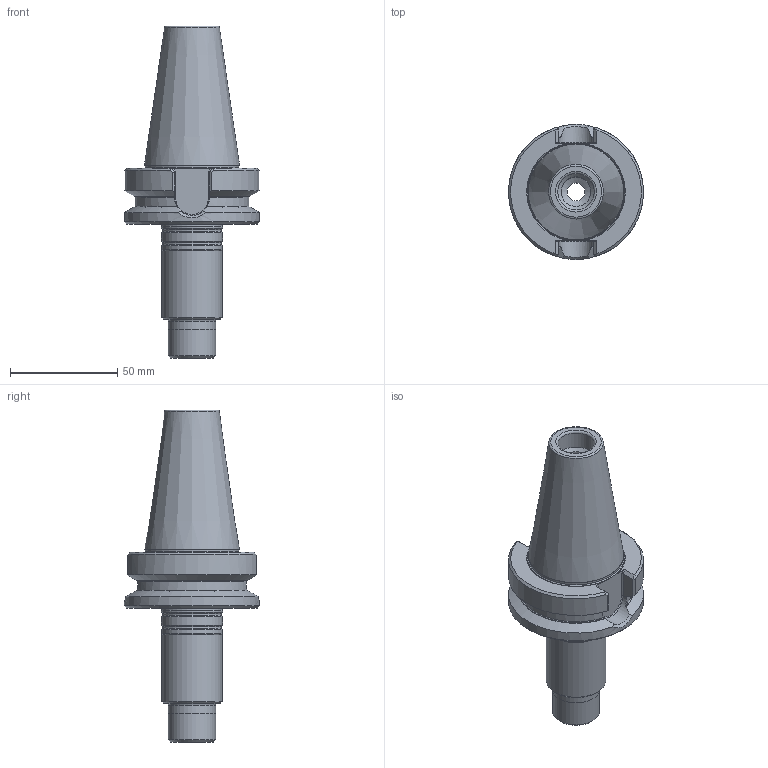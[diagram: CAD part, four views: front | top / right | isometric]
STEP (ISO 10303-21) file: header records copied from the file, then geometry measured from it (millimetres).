
FILE_DESCRIPTION(/* description */ (''),/* implementation_level */ '2;1');
FILE_NAME(/* name */ '414011656.stp',/* time_stamp */ '2021-01-08T12:37:32',/* author */ ('LRA'),/* organization */ ('REGO-FIX'),/* preprocessor_version */ ' Unknown',/* originating_system */ 'SIEMENS PLM Software Solid Edge ST10',/* authorization */ 'Unknown');
FILE_SCHEMA (('AUTOMOTIVE_DESIGN { 1 0 10303 214 2 1 1}'));
Length unit declared in the file: millimetre
Products named in the file (1): NOCUT
Bounding box: 63 x 63 x 154.9 mm (x, y, z)
Volume: 149989.3 mm3; surface area: 29383.8 mm2
Topology: 1 solids, 1 shells, 97 faces, 239 edges, 147 vertices
Faces by surface type: cylinder 27, plane 25, cone 25, torus 14, bspline 6
Full cylindrical faces by diameter (mm): 8.376 x1, 10.5 x1, 13.834 x1, 13.835 x1, 17 x1, 22 x2, 28 x1, 28.5 x3, 43.85 x1, 63 x1
Entity records: 3434 total; most frequent: CARTESIAN_POINT 705, DIRECTION 408, ORIENTED_EDGE 384, EDGE_CURVE 192, AXIS2_PLACEMENT_3D 177, EDGE_LOOP 140, FACE_BOUND 140, VERTEX_POINT 138
